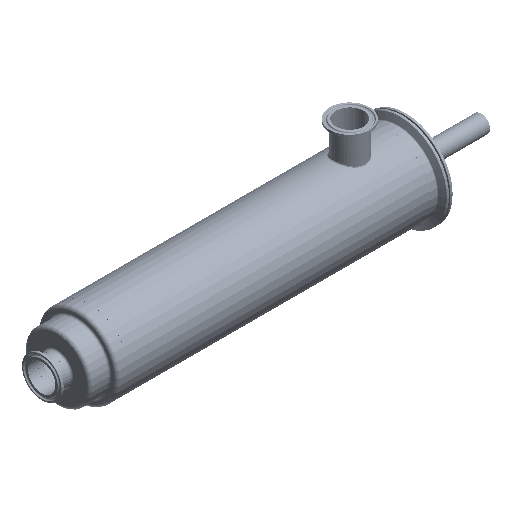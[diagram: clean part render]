
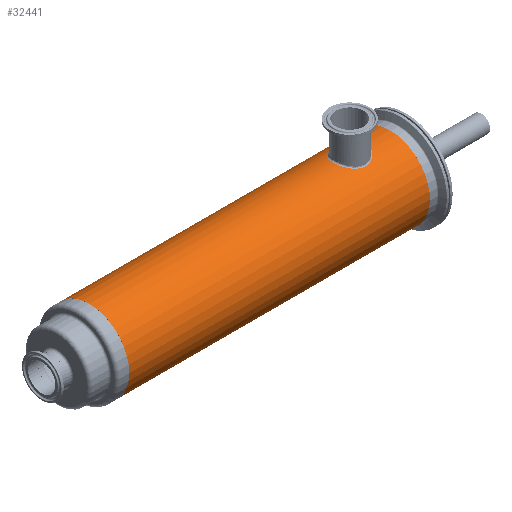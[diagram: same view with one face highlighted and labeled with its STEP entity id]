
A CAD part, isometric view. The second image highlights one B-rep face of the part: STEP entity #32441.
In plain terms, the highlighted cylindrical face has radius 50.8 mm (diameter 101.6 mm), a full revolution.
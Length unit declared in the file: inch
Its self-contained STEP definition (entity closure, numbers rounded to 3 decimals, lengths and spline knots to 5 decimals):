
#88=B_SPLINE_CURVE_WITH_KNOTS('',3,(#39507,#39508,#39509,#39510,#39511,
#39512,#39513),.UNSPECIFIED.,.F.,.F.,(4,1,1,1,4),(-11.6054,-10.77644,
-9.94748,-8.84221,-8.70406),.UNSPECIFIED.);
#89=B_SPLINE_CURVE_WITH_KNOTS('',3,(#39515,#39516,#39517,#39518,#39519,
#39520,#39521,#39522,#39523,#39524,#39525,#39526),.UNSPECIFIED.,.F.,.F.,
(4,1,1,1,1,1,1,1,1,4),(-8.70406,-8.28957,-7.18429,
-6.63166,-6.07902,-5.52638,-4.97374,
-3.86847,-3.31583,-2.90136),.UNSPECIFIED.);
#90=B_SPLINE_CURVE_WITH_KNOTS('',3,(#39527,#39528,#39529,#39530,#39531,
#39532,#39533),.UNSPECIFIED.,.F.,.F.,(4,1,1,1,4),(-2.90136,-2.48687,
-1.65791,-0.82896,0.),.UNSPECIFIED.);
#3908=LINE('',#39543,#4950);
#3909=LINE('',#39545,#4951);
#4950=VECTOR('',#35610,2.);
#4951=VECTOR('',#35611,2.);
#5985=CYLINDRICAL_SURFACE('',#33920,2.);
#8773=FACE_OUTER_BOUND('',#9833,.T.);
#9833=EDGE_LOOP('',(#22495,#22496,#22497,#22498,#22499,#22500,#22501,#22502,
#22503));
#12755=CIRCLE('',#33921,2.);
#12756=CIRCLE('',#33922,2.);
#13069=VERTEX_POINT('',#39480);
#13072=VERTEX_POINT('',#39506);
#13073=VERTEX_POINT('',#39514);
#13076=VERTEX_POINT('',#39541);
#13077=VERTEX_POINT('',#39544);
#17165=EDGE_CURVE('',#13069,#13072,#88,.T.);
#17166=EDGE_CURVE('',#13072,#13073,#89,.T.);
#17167=EDGE_CURVE('',#13073,#13069,#90,.T.);
#17171=EDGE_CURVE('',#13076,#13076,#12755,.T.);
#17172=EDGE_CURVE('',#13076,#13073,#3908,.T.);
#17173=EDGE_CURVE('',#13072,#13077,#3909,.T.);
#17174=EDGE_CURVE('',#13077,#13077,#12756,.T.);
#22495=ORIENTED_EDGE('',*,*,#17171,.F.);
#22496=ORIENTED_EDGE('',*,*,#17172,.T.);
#22497=ORIENTED_EDGE('',*,*,#17166,.F.);
#22498=ORIENTED_EDGE('',*,*,#17173,.T.);
#22499=ORIENTED_EDGE('',*,*,#17174,.T.);
#22500=ORIENTED_EDGE('',*,*,#17173,.F.);
#22501=ORIENTED_EDGE('',*,*,#17165,.F.);
#22502=ORIENTED_EDGE('',*,*,#17167,.F.);
#22503=ORIENTED_EDGE('',*,*,#17172,.F.);
#32441=ADVANCED_FACE('',(#8773),#5985,.T.);
#33920=AXIS2_PLACEMENT_3D('',#39540,#35606,#35607);
#33921=AXIS2_PLACEMENT_3D('',#39542,#35608,#35609);
#33922=AXIS2_PLACEMENT_3D('',#39546,#35612,#35613);
#35606=DIRECTION('center_axis',(-1.,0.,0.));
#35607=DIRECTION('ref_axis',(0.,-1.,0.));
#35608=DIRECTION('center_axis',(-1.,0.,0.));
#35609=DIRECTION('ref_axis',(0.,-1.,0.));
#35610=DIRECTION('',(1.,0.,0.));
#35611=DIRECTION('',(1.,0.,0.));
#35612=DIRECTION('center_axis',(-1.,0.,0.));
#35613=DIRECTION('ref_axis',(0.,-1.,0.));
#39480=CARTESIAN_POINT('',(0.,1.83827,0.78788));
#39506=CARTESIAN_POINT('',(0.8125,2.,0.));
#39507=CARTESIAN_POINT('Ctrl Pts',(0.,1.83827,
0.78788));
#39508=CARTESIAN_POINT('Ctrl Pts',(0.12282,1.83827,0.78788));
#39509=CARTESIAN_POINT('Ctrl Pts',(0.36727,1.86299,0.73212));
#39510=CARTESIAN_POINT('Ctrl Pts',(0.68764,1.95077,0.48465));
#39511=CARTESIAN_POINT('Ctrl Pts',(0.8057,1.99747,0.19885));
#39512=CARTESIAN_POINT('Ctrl Pts',(0.81264,2.00019,0.02003));
#39513=CARTESIAN_POINT('Ctrl Pts',(0.81263,2.00019,0.00015));
#39514=CARTESIAN_POINT('',(-0.8125,2.,0.));
#39515=CARTESIAN_POINT('Ctrl Pts',(0.81263,2.00019,0.00015));
#39516=CARTESIAN_POINT('Ctrl Pts',(0.81261,2.00018,-0.0595));
#39517=CARTESIAN_POINT('Ctrl Pts',(0.7868,1.99016,-0.27868));
#39518=CARTESIAN_POINT('Ctrl Pts',(0.6279,1.9309,-0.54179));
#39519=CARTESIAN_POINT('Ctrl Pts',(0.36002,1.86705,-0.71926));
#39520=CARTESIAN_POINT('Ctrl Pts',(0.12452,1.83714,-0.79088));
#39521=CARTESIAN_POINT('Ctrl Pts',(-0.12449,1.83694,
-0.79078));
#39522=CARTESIAN_POINT('Ctrl Pts',(-0.43881,1.87749,-0.69573));
#39523=CARTESIAN_POINT('Ctrl Pts',(-0.6825,1.95165,
-0.47588));
#39524=CARTESIAN_POINT('Ctrl Pts',(-0.79639,1.99393,
-0.19856));
#39525=CARTESIAN_POINT('Ctrl Pts',(-0.81234,1.99986,
-0.05952));
#39526=CARTESIAN_POINT('Ctrl Pts',(-0.81234,1.99986,
0.00005));
#39527=CARTESIAN_POINT('Ctrl Pts',(-0.81234,1.99986,
0.00005));
#39528=CARTESIAN_POINT('Ctrl Pts',(-0.81234,1.99985,
0.05962));
#39529=CARTESIAN_POINT('Ctrl Pts',(-0.79183,1.99223,
0.23829));
#39530=CARTESIAN_POINT('Ctrl Pts',(-0.65504,1.94135,
0.50904));
#39531=CARTESIAN_POINT('Ctrl Pts',(-0.36759,1.86337,
0.73235));
#39532=CARTESIAN_POINT('Ctrl Pts',(-0.12282,1.83827,
0.78788));
#39533=CARTESIAN_POINT('Ctrl Pts',(0.,1.83827,
0.78788));
#39540=CARTESIAN_POINT('Origin',(2.,0.,0.));
#39541=CARTESIAN_POINT('',(-13.,2.,0.));
#39542=CARTESIAN_POINT('Origin',(-13.,0.,0.));
#39543=CARTESIAN_POINT('',(2.,2.,0.));
#39544=CARTESIAN_POINT('',(2.,2.,0.));
#39545=CARTESIAN_POINT('',(2.,2.,0.));
#39546=CARTESIAN_POINT('Origin',(2.,0.,0.));
